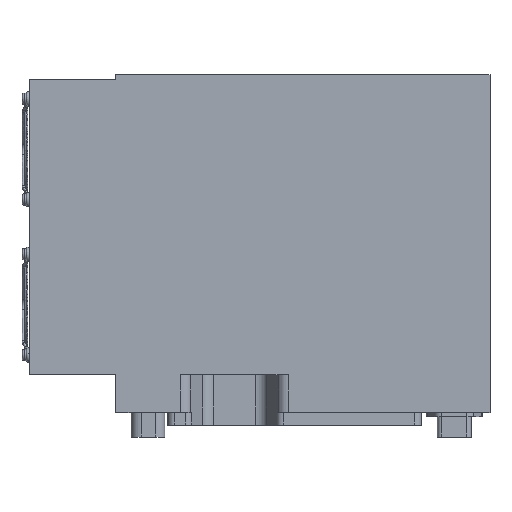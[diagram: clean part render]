
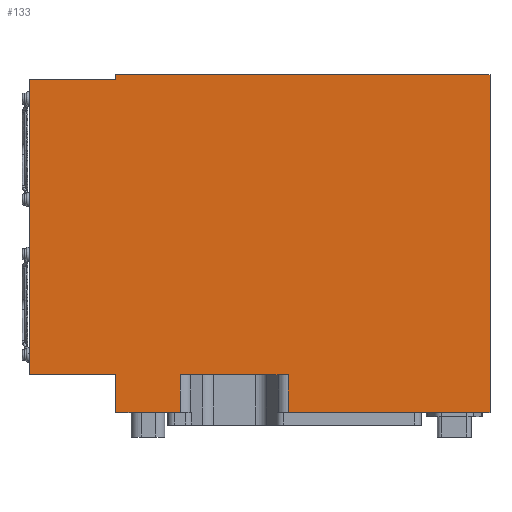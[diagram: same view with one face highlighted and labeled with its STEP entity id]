
A CAD part, top view. The second image highlights one B-rep face of the part: STEP entity #133.
In plain terms, the highlighted planar face has unit normal (0, 0, 1).
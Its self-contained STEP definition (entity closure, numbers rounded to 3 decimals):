
#133=ADVANCED_FACE('',(#475),#4681,.T.);
#475=FACE_OUTER_BOUND('',#808,.T.);
#808=EDGE_LOOP('',(#1395,#1396,#1397,#1398,#1399,#1400,#1401,#1402,#1403,
#1404,#1405,#1406));
#1395=ORIENTED_EDGE('',*,*,#2596,.F.);
#1396=ORIENTED_EDGE('',*,*,#2520,.F.);
#1397=ORIENTED_EDGE('',*,*,#2641,.F.);
#1398=ORIENTED_EDGE('',*,*,#2637,.F.);
#1399=ORIENTED_EDGE('',*,*,#2662,.F.);
#1400=ORIENTED_EDGE('',*,*,#2634,.F.);
#1401=ORIENTED_EDGE('',*,*,#2631,.F.);
#1402=ORIENTED_EDGE('',*,*,#2627,.F.);
#1403=ORIENTED_EDGE('',*,*,#2664,.F.);
#1404=ORIENTED_EDGE('',*,*,#2530,.F.);
#1405=ORIENTED_EDGE('',*,*,#2599,.F.);
#1406=ORIENTED_EDGE('',*,*,#2665,.T.);
#2520=EDGE_CURVE('',#3962,#3975,#3913,.T.);
#2530=EDGE_CURVE('',#3976,#3961,#3921,.T.);
#2596=EDGE_CURVE('',#3975,#4034,#3922,.T.);
#2599=EDGE_CURVE('',#4036,#3976,#3923,.T.);
#2627=EDGE_CURVE('',#4053,#4052,#3929,.T.);
#2631=EDGE_CURVE('',#4052,#4055,#3933,.T.);
#2634=EDGE_CURVE('',#4055,#4057,#3936,.T.);
#2637=EDGE_CURVE('',#4061,#4060,#3939,.T.);
#2641=EDGE_CURVE('',#4060,#3962,#3943,.T.);
#2662=EDGE_CURVE('',#4057,#4061,#3956,.T.);
#2664=EDGE_CURVE('',#3961,#4053,#3958,.T.);
#2665=EDGE_CURVE('',#4036,#4034,#3338,.T.);
#3338=(
BOUNDED_CURVE()
B_SPLINE_CURVE(2,(#5834,#5835,#5836,#5837,#5838,#5839,#5840),
 .UNSPECIFIED.,.F.,.F.)
B_SPLINE_CURVE_WITH_KNOTS((3,2,2,3),(-15.588,-10.97,
56.558,61.177),.UNSPECIFIED.)
CURVE()
GEOMETRIC_REPRESENTATION_ITEM()
RATIONAL_B_SPLINE_CURVE((1.,1.,1.,1.,1.,1.,1.))
REPRESENTATION_ITEM('')
);
#3913=B_SPLINE_CURVE_WITH_KNOTS('',1,(#5473,#5474),.UNSPECIFIED.,.F.,.F.,
(2,2),(1986.,2130.117),.UNSPECIFIED.);
#3921=B_SPLINE_CURVE_WITH_KNOTS('',1,(#5495,#5496),.UNSPECIFIED.,.F.,.F.,
(2,2),(2206.883,2253.),.UNSPECIFIED.);
#3922=B_SPLINE_CURVE_WITH_KNOTS('',1,(#5672,#5673),.UNSPECIFIED.,.F.,.F.,
(2,2),(0.,27.),.UNSPECIFIED.);
#3923=B_SPLINE_CURVE_WITH_KNOTS('',1,(#5679,#5680),.UNSPECIFIED.,.F.,.F.,
(2,2),(0.,27.),.UNSPECIFIED.);
#3929=B_SPLINE_CURVE_WITH_KNOTS('',1,(#5750,#5751),.UNSPECIFIED.,.F.,.F.,
(2,2),(1140.,1202.),.UNSPECIFIED.);
#3933=B_SPLINE_CURVE_WITH_KNOTS('',1,(#5758,#5759),.UNSPECIFIED.,.F.,.F.,
(2,2),(1202.,1413.),.UNSPECIFIED.);
#3936=B_SPLINE_CURVE_WITH_KNOTS('',1,(#5764,#5765),.UNSPECIFIED.,.F.,.F.,
(2,2),(1413.,1475.),.UNSPECIFIED.);
#3939=B_SPLINE_CURVE_WITH_KNOTS('',1,(#5770,#5771),.UNSPECIFIED.,.F.,.F.,
(2,2),(1478.,1745.),.UNSPECIFIED.);
#3943=B_SPLINE_CURVE_WITH_KNOTS('',1,(#5778,#5779),.UNSPECIFIED.,.F.,.F.,
(2,2),(1745.,1986.),.UNSPECIFIED.);
#3956=B_SPLINE_CURVE_WITH_KNOTS('',1,(#5828,#5829),.UNSPECIFIED.,.F.,.F.,
(2,2),(1475.,1478.),.UNSPECIFIED.);
#3958=B_SPLINE_CURVE_WITH_KNOTS('',1,(#5832,#5833),.UNSPECIFIED.,.F.,.F.,
(2,2),(1113.,1140.),.UNSPECIFIED.);
#3961=VERTEX_POINT('',#5297);
#3962=VERTEX_POINT('',#5298);
#3975=VERTEX_POINT('',#5311);
#3976=VERTEX_POINT('',#5312);
#4034=VERTEX_POINT('',#5370);
#4036=VERTEX_POINT('',#5372);
#4052=VERTEX_POINT('',#5388);
#4053=VERTEX_POINT('',#5389);
#4055=VERTEX_POINT('',#5391);
#4057=VERTEX_POINT('',#5393);
#4060=VERTEX_POINT('',#5396);
#4061=VERTEX_POINT('',#5397);
#4681=PLANE('',#4748);
#4748=AXIS2_PLACEMENT_3D('',#5049,#4799,$);
#4799=DIRECTION('',(0.,0.,1.));
#5049=CARTESIAN_POINT('',(337.29,6.59,88.));
#5297=CARTESIAN_POINT('',(67.,9.,88.));
#5298=CARTESIAN_POINT('',(334.,9.,88.));
#5311=CARTESIAN_POINT('',(189.883,9.,88.));
#5312=CARTESIAN_POINT('',(113.117,9.,88.));
#5370=CARTESIAN_POINT('',(189.883,36.,88.));
#5372=CARTESIAN_POINT('',(113.117,36.,88.));
#5388=CARTESIAN_POINT('',(5.,36.,88.));
#5389=CARTESIAN_POINT('',(67.,36.,88.));
#5391=CARTESIAN_POINT('',(5.,247.,88.));
#5393=CARTESIAN_POINT('',(67.,247.,88.));
#5396=CARTESIAN_POINT('',(334.,250.,88.));
#5397=CARTESIAN_POINT('',(67.,250.,88.));
#5473=CARTESIAN_POINT('',(334.,9.,88.));
#5474=CARTESIAN_POINT('',(189.883,9.,88.));
#5495=CARTESIAN_POINT('',(113.117,9.,88.));
#5496=CARTESIAN_POINT('',(67.,9.,88.));
#5672=CARTESIAN_POINT('',(189.883,9.,88.));
#5673=CARTESIAN_POINT('',(189.883,36.,88.));
#5679=CARTESIAN_POINT('',(113.117,36.,88.));
#5680=CARTESIAN_POINT('',(113.117,9.,88.));
#5750=CARTESIAN_POINT('',(67.,36.,88.));
#5751=CARTESIAN_POINT('',(5.,36.,88.));
#5758=CARTESIAN_POINT('',(5.,36.,88.));
#5759=CARTESIAN_POINT('',(5.,247.,88.));
#5764=CARTESIAN_POINT('',(5.,247.,88.));
#5765=CARTESIAN_POINT('',(67.,247.,88.));
#5770=CARTESIAN_POINT('',(67.,250.,88.));
#5771=CARTESIAN_POINT('',(334.,250.,88.));
#5778=CARTESIAN_POINT('',(334.,250.,88.));
#5779=CARTESIAN_POINT('',(334.,9.,88.));
#5828=CARTESIAN_POINT('',(67.,247.,88.));
#5829=CARTESIAN_POINT('',(67.,250.,88.));
#5832=CARTESIAN_POINT('',(67.,9.,88.));
#5833=CARTESIAN_POINT('',(67.,36.,88.));
#5834=CARTESIAN_POINT('',(113.117,36.,88.));
#5835=CARTESIAN_POINT('',(115.427,36.,88.));
#5836=CARTESIAN_POINT('',(117.736,36.,88.));
#5837=CARTESIAN_POINT('',(151.5,36.,88.));
#5838=CARTESIAN_POINT('',(185.264,36.,88.));
#5839=CARTESIAN_POINT('',(187.573,36.,88.));
#5840=CARTESIAN_POINT('',(189.883,36.,88.));
